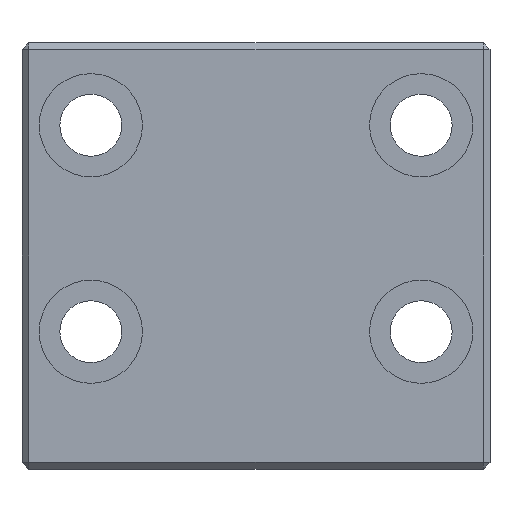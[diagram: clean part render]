
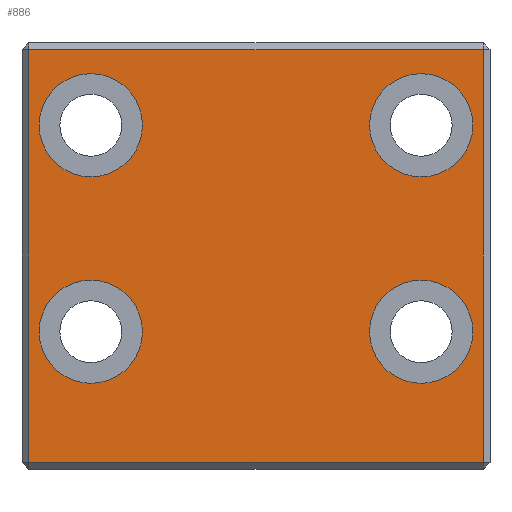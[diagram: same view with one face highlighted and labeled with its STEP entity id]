
A CAD part, front view. The second image highlights one B-rep face of the part: STEP entity #886.
In plain terms, the highlighted planar face has unit normal (0, -1, 0).
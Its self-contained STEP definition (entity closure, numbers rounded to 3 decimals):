
#25=FACE_BOUND('',#133,.T.);
#26=FACE_BOUND('',#134,.T.);
#27=FACE_BOUND('',#135,.T.);
#28=FACE_BOUND('',#136,.T.);
#37=CIRCLE('',#959,3.75);
#38=CIRCLE('',#960,3.75);
#39=CIRCLE('',#961,3.75);
#40=CIRCLE('',#962,3.75);
#41=CIRCLE('',#963,3.75);
#42=CIRCLE('',#964,3.75);
#43=CIRCLE('',#965,3.75);
#44=CIRCLE('',#966,3.75);
#80=FACE_OUTER_BOUND('',#132,.T.);
#132=EDGE_LOOP('',(#675,#676,#677,#678));
#133=EDGE_LOOP('',(#679,#680));
#134=EDGE_LOOP('',(#681,#682));
#135=EDGE_LOOP('',(#683,#684));
#136=EDGE_LOOP('',(#685,#686));
#192=LINE('',#1306,#292);
#203=LINE('',#1328,#303);
#205=LINE('',#1331,#305);
#207=LINE('',#1334,#307);
#292=VECTOR('',#1048,10.);
#303=VECTOR('',#1067,10.);
#305=VECTOR('',#1071,10.);
#307=VECTOR('',#1075,10.);
#376=VERTEX_POINT('',#1271);
#381=VERTEX_POINT('',#1284);
#384=VERTEX_POINT('',#1294);
#389=VERTEX_POINT('',#1310);
#416=VERTEX_POINT('',#1394);
#417=VERTEX_POINT('',#1395);
#418=VERTEX_POINT('',#1398);
#419=VERTEX_POINT('',#1399);
#420=VERTEX_POINT('',#1402);
#421=VERTEX_POINT('',#1403);
#422=VERTEX_POINT('',#1406);
#423=VERTEX_POINT('',#1407);
#472=EDGE_CURVE('',#376,#384,#192,.T.);
#483=EDGE_CURVE('',#384,#389,#203,.T.);
#485=EDGE_CURVE('',#389,#381,#205,.T.);
#487=EDGE_CURVE('',#381,#376,#207,.T.);
#518=EDGE_CURVE('',#416,#417,#37,.T.);
#519=EDGE_CURVE('',#417,#416,#38,.T.);
#520=EDGE_CURVE('',#418,#419,#39,.T.);
#521=EDGE_CURVE('',#419,#418,#40,.T.);
#522=EDGE_CURVE('',#420,#421,#41,.T.);
#523=EDGE_CURVE('',#421,#420,#42,.T.);
#524=EDGE_CURVE('',#422,#423,#43,.T.);
#525=EDGE_CURVE('',#423,#422,#44,.T.);
#675=ORIENTED_EDGE('',*,*,#472,.F.);
#676=ORIENTED_EDGE('',*,*,#487,.F.);
#677=ORIENTED_EDGE('',*,*,#485,.F.);
#678=ORIENTED_EDGE('',*,*,#483,.F.);
#679=ORIENTED_EDGE('',*,*,#518,.T.);
#680=ORIENTED_EDGE('',*,*,#519,.T.);
#681=ORIENTED_EDGE('',*,*,#520,.T.);
#682=ORIENTED_EDGE('',*,*,#521,.T.);
#683=ORIENTED_EDGE('',*,*,#522,.T.);
#684=ORIENTED_EDGE('',*,*,#523,.T.);
#685=ORIENTED_EDGE('',*,*,#524,.T.);
#686=ORIENTED_EDGE('',*,*,#525,.T.);
#844=PLANE('',#958);
#886=ADVANCED_FACE('',(#80,#25,#26,#27,#28),#844,.T.);
#958=AXIS2_PLACEMENT_3D('',#1393,#1122,#1123);
#959=AXIS2_PLACEMENT_3D('',#1396,#1124,#1125);
#960=AXIS2_PLACEMENT_3D('',#1397,#1126,#1127);
#961=AXIS2_PLACEMENT_3D('',#1400,#1128,#1129);
#962=AXIS2_PLACEMENT_3D('',#1401,#1130,#1131);
#963=AXIS2_PLACEMENT_3D('',#1404,#1132,#1133);
#964=AXIS2_PLACEMENT_3D('',#1405,#1134,#1135);
#965=AXIS2_PLACEMENT_3D('',#1408,#1136,#1137);
#966=AXIS2_PLACEMENT_3D('',#1409,#1138,#1139);
#1048=DIRECTION('',(-1.,0.,0.));
#1067=DIRECTION('',(0.,0.,1.));
#1071=DIRECTION('',(1.,0.,0.));
#1075=DIRECTION('',(0.,0.,-1.));
#1122=DIRECTION('center_axis',(0.,-1.,0.));
#1123=DIRECTION('ref_axis',(0.,0.,-1.));
#1124=DIRECTION('center_axis',(0.,1.,0.));
#1125=DIRECTION('ref_axis',(1.,0.,0.));
#1126=DIRECTION('center_axis',(0.,1.,0.));
#1127=DIRECTION('ref_axis',(1.,0.,0.));
#1128=DIRECTION('center_axis',(0.,1.,0.));
#1129=DIRECTION('ref_axis',(1.,0.,0.));
#1130=DIRECTION('center_axis',(0.,1.,0.));
#1131=DIRECTION('ref_axis',(1.,0.,0.));
#1132=DIRECTION('center_axis',(0.,1.,0.));
#1133=DIRECTION('ref_axis',(1.,0.,0.));
#1134=DIRECTION('center_axis',(0.,1.,0.));
#1135=DIRECTION('ref_axis',(1.,0.,0.));
#1136=DIRECTION('center_axis',(0.,1.,0.));
#1137=DIRECTION('ref_axis',(1.,0.,0.));
#1138=DIRECTION('center_axis',(0.,1.,0.));
#1139=DIRECTION('ref_axis',(1.,0.,0.));
#1271=CARTESIAN_POINT('',(16.5,-9.2,-15.));
#1284=CARTESIAN_POINT('',(16.5,-9.2,15.));
#1294=CARTESIAN_POINT('',(-16.5,-9.2,-15.));
#1306=CARTESIAN_POINT('',(8.5,-9.2,-15.));
#1310=CARTESIAN_POINT('',(-16.5,-9.2,15.));
#1328=CARTESIAN_POINT('',(-16.5,-9.2,-7.75));
#1331=CARTESIAN_POINT('',(-8.5,-9.2,15.));
#1334=CARTESIAN_POINT('',(16.5,-9.2,7.75));
#1393=CARTESIAN_POINT('Origin',(0.,-9.2,0.));
#1394=CARTESIAN_POINT('',(-8.25,-9.2,-5.5));
#1395=CARTESIAN_POINT('',(-15.75,-9.2,-5.5));
#1396=CARTESIAN_POINT('Origin',(-12.,-9.2,-5.5));
#1397=CARTESIAN_POINT('Origin',(-12.,-9.2,-5.5));
#1398=CARTESIAN_POINT('',(15.75,-9.2,9.5));
#1399=CARTESIAN_POINT('',(8.25,-9.2,9.5));
#1400=CARTESIAN_POINT('Origin',(12.,-9.2,9.5));
#1401=CARTESIAN_POINT('Origin',(12.,-9.2,9.5));
#1402=CARTESIAN_POINT('',(-8.25,-9.2,9.5));
#1403=CARTESIAN_POINT('',(-15.75,-9.2,9.5));
#1404=CARTESIAN_POINT('Origin',(-12.,-9.2,9.5));
#1405=CARTESIAN_POINT('Origin',(-12.,-9.2,9.5));
#1406=CARTESIAN_POINT('',(15.75,-9.2,-5.5));
#1407=CARTESIAN_POINT('',(8.25,-9.2,-5.5));
#1408=CARTESIAN_POINT('Origin',(12.,-9.2,-5.5));
#1409=CARTESIAN_POINT('Origin',(12.,-9.2,-5.5));
